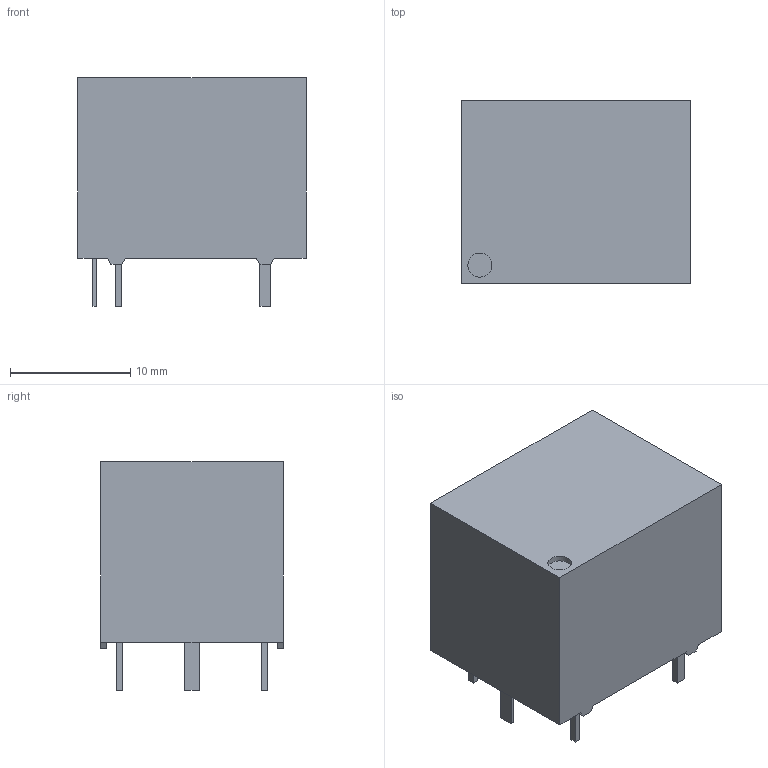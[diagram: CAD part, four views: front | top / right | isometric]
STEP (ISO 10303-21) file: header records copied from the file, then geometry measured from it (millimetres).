
FILE_DESCRIPTION(('FreeCAD Model'),'2;1');
FILE_NAME('Relay_SPDT_Finder_36.11.step','2020-05-08T18:25:20',('kicad StepUp'),('ksu MCAD'), 'Open CASCADE STEP processor 7.4','FreeCAD','Unknown');
FILE_SCHEMA(('AUTOMOTIVE_DESIGN { 1 0 10303 214 1 1 1 1 }'));
Length unit declared in the file: millimetre
Products named in the file (1): Relay_SPDT_Finder_36.11
Bounding box: 19 x 15.2 x 19 mm (x, y, z)
Volume: 4338.7 mm3; surface area: 1663.1 mm2
Topology: 1 solids, 1 shells, 49 faces, 123 edges, 82 vertices
Faces by surface type: plane 48, cylinder 1
Full cylindrical faces by diameter (mm): 2 x1
Entity records: 1805 total; most frequent: CARTESIAN_POINT 256, ORIENTED_EDGE 246, DIRECTION 224, EDGE_CURVE 123, LINE 120, VECTOR 120, VERTEX_POINT 82, FACE_BOUND 55
